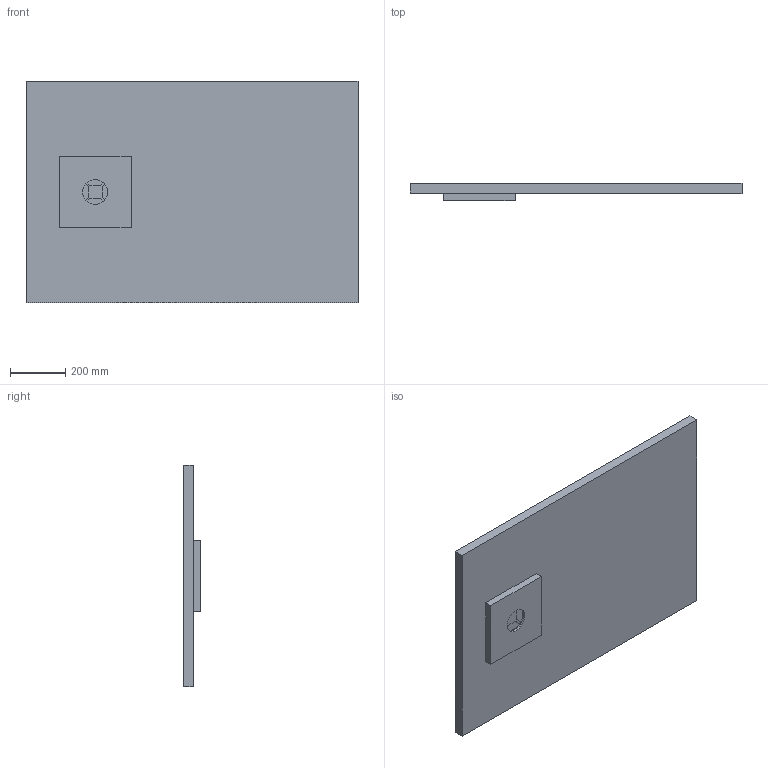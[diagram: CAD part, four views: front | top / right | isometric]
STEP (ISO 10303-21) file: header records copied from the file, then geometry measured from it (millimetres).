
FILE_DESCRIPTION (( 'STEP AP214' ), '1' );
FILE_NAME ('D885-7.STEP', '2018-04-23T09:47:10', ( 'User' ), ( '' ), 'SwSTEP 2.0', 'SolidWorks 2017', '' );
FILE_SCHEMA (( 'AUTOMOTIVE_DESIGN' ));
Length unit declared in the file: millimetre
Products named in the file (2): D885-7
Bounding box: 1200 x 61 x 800 mm (x, y, z)
Volume: 29611799.8 mm3; surface area: 2232083.9 mm2
Topology: 3 solids, 3 shells, 81 faces, 218 edges, 144 vertices
Faces by surface type: plane 47, cylinder 24, bspline 8, cone 2
Entity records: 3283 total; most frequent: CARTESIAN_POINT 1229, ORIENTED_EDGE 436, DIRECTION 372, EDGE_CURVE 218, VERTEX_POINT 144, VECTOR 142, LINE 142, AXIS2_PLACEMENT_3D 115
